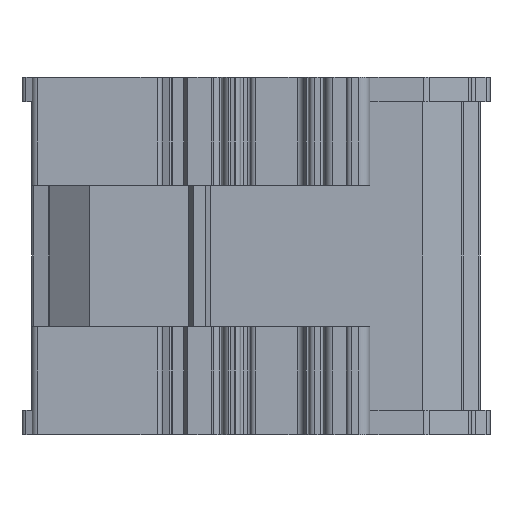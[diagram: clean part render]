
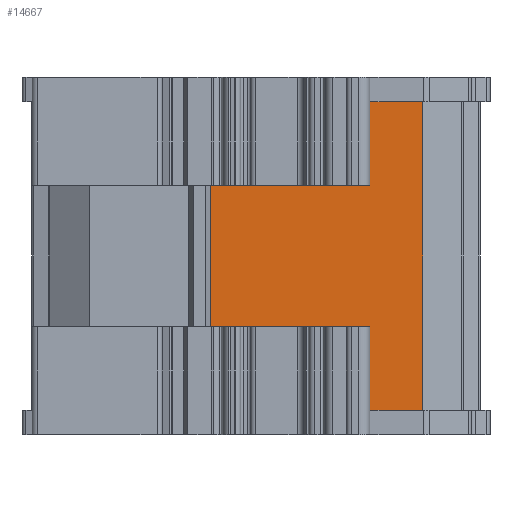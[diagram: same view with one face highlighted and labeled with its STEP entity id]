
A CAD part, front view. The second image highlights one B-rep face of the part: STEP entity #14667.
In plain terms, the highlighted face is planar.
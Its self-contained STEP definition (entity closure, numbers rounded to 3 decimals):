
#11596=CARTESIAN_POINT('',(30.297,-15.978,-80.8));
#11597=VERTEX_POINT('',#11596);
#11598=CARTESIAN_POINT('',(30.928,-15.978,-80.8));
#11599=VERTEX_POINT('',#11598);
#11600=CARTESIAN_POINT('',(-7754.43,-15.978,-80.8));
#11601=DIRECTION('',(1.,0.,-0.));
#11602=VECTOR('',#11601,15569.454);
#11603=LINE('',#11600,#11602);
#11604=EDGE_CURVE('    LINE',#11597,#11599,#11603,.T.);
#11629=CARTESIAN_POINT('',(21.13,-15.978,-122.5));
#11630=VERTEX_POINT('',#11629);
#11943=CARTESIAN_POINT('',(-8.497,-15.978,-122.5));
#11944=VERTEX_POINT('',#11943);
#11951=CARTESIAN_POINT('',(365770.989,-15.978,-122.5));
#11952=DIRECTION('',(-1.,0.,0.));
#11953=VECTOR('',#11952,731499.717);
#11954=LINE('',#11951,#11953);
#11955=EDGE_CURVE('    LINE',#11630,#11944,#11954,.T.);
#13211=CARTESIAN_POINT('',(30.297,-15.978,-138.));
#13212=VERTEX_POINT('',#13211);
#13220=CARTESIAN_POINT('',(30.928,-15.978,-138.));
#13221=VERTEX_POINT('',#13220);
#13222=CARTESIAN_POINT('',(-7754.43,-15.978,-138.));
#13223=DIRECTION('',(1.,0.,-0.));
#13224=VECTOR('',#13223,15569.454);
#13225=LINE('',#13222,#13224);
#13226=EDGE_CURVE('    LINE',#13212,#13221,#13225,.T.);
#14556=CARTESIAN_POINT('',(30.928,-15.978,706053.2));
#14557=DIRECTION('',(0.,0.,-1.));
#14558=VECTOR('',#14557,1412268.);
#14559=LINE('',#14556,#14558);
#14560=EDGE_CURVE('    LINE',#11599,#13221,#14559,.T.);
#14596=CARTESIAN_POINT('',(11.215,-15.978,-109.4));
#14597=DIRECTION('',(0.,-1.,0.));
#14598=DIRECTION('',(0.,0.,-1.));
#14599=AXIS2_PLACEMENT_3D('',#14596,#14597,#14598);
#14600=PLANE('',#14599);
#14601=CARTESIAN_POINT('',(-8.497,-15.978,-96.3));
#14602=VERTEX_POINT('',#14601);
#14603=CARTESIAN_POINT('',(-8.497,-15.978,323342.7));
#14604=DIRECTION('',(0.,0.,-1.));
#14605=VECTOR('',#14604,646878.);
#14606=LINE('',#14603,#14605);
#14607=EDGE_CURVE('    LINE',#14602,#11944,#14606,.T.);
#14608=ORIENTED_EDGE('',*,*,#14607,.F.);
#14609=CARTESIAN_POINT('',(21.13,-15.978,-96.3));
#14610=VERTEX_POINT('',#14609);
#14611=CARTESIAN_POINT('',(365770.989,-15.978,-96.3));
#14612=DIRECTION('',(-1.,0.,0.));
#14613=VECTOR('',#14612,731499.717);
#14614=LINE('',#14611,#14613);
#14615=EDGE_CURVE('    LINE',#14610,#14602,#14614,.T.);
#14616=ORIENTED_EDGE('',*,*,#14615,.F.);
#14617=CARTESIAN_POINT('',(21.13,-15.978,-79.3));
#14618=VERTEX_POINT('',#14617);
#14619=CARTESIAN_POINT('',(21.413,-15.978,209785.7));
#14620=DIRECTION('',(0.,0.,-1.));
#14621=VECTOR('',#14620,419730.);
#14622=LINE('',#14619,#14621);
#14623=EDGE_CURVE('    LINE',#14618,#14610,#14622,.T.);
#14624=ORIENTED_EDGE('',*,*,#14623,.F.);
#14625=CARTESIAN_POINT('',(30.297,-15.978,-79.3));
#14626=VERTEX_POINT('',#14625);
#14627=CARTESIAN_POINT('',(113197.054,-15.978,-79.3));
#14628=DIRECTION('',(-1.,0.,0.));
#14629=VECTOR('',#14628,226333.513);
#14630=LINE('',#14627,#14629);
#14631=EDGE_CURVE('    LINE',#14626,#14618,#14630,.T.);
#14632=ORIENTED_EDGE('',*,*,#14631,.F.);
#14633=CARTESIAN_POINT('',(30.297,-15.978,-18598.3));
#14634=DIRECTION('',(0.,0.,1.));
#14635=VECTOR('',#14634,37035.);
#14636=LINE('',#14633,#14635);
#14637=EDGE_CURVE('    LINE',#11597,#14626,#14636,.T.);
#14638=ORIENTED_EDGE('',*,*,#14637,.F.);
#14639=ORIENTED_EDGE('',*,*,#11604,.T.);
#14640=ORIENTED_EDGE('',*,*,#14560,.T.);
#14641=ORIENTED_EDGE('',*,*,#13226,.F.);
#14642=CARTESIAN_POINT('',(30.297,-15.978,-139.5));
#14643=VERTEX_POINT('',#14642);
#14644=CARTESIAN_POINT('',(30.297,-15.978,-18657.));
#14645=DIRECTION('',(0.,0.,1.));
#14646=VECTOR('',#14645,37035.);
#14647=LINE('',#14644,#14646);
#14648=EDGE_CURVE('    LINE',#14643,#13212,#14647,.T.);
#14649=ORIENTED_EDGE('',*,*,#14648,.F.);
#14650=CARTESIAN_POINT('',(21.13,-15.978,-139.5));
#14651=VERTEX_POINT('',#14650);
#14652=CARTESIAN_POINT('',(-113145.626,-15.978,-139.5));
#14653=DIRECTION('',(1.,0.,-0.));
#14654=VECTOR('',#14653,226333.513);
#14655=LINE('',#14652,#14654);
#14656=EDGE_CURVE('    LINE',#14651,#14643,#14655,.T.);
#14657=ORIENTED_EDGE('',*,*,#14656,.F.);
#14658=CARTESIAN_POINT('',(20.847,-15.978,209742.5));
#14659=DIRECTION('',(0.,0.,-1.));
#14660=VECTOR('',#14659,419730.);
#14661=LINE('',#14658,#14660);
#14662=EDGE_CURVE('    LINE',#11630,#14651,#14661,.T.);
#14663=ORIENTED_EDGE('',*,*,#14662,.F.);
#14664=ORIENTED_EDGE('',*,*,#11955,.T.);
#14665=EDGE_LOOP('',(#14608,#14616,#14624,#14632,#14638,#14639,#14640,#14641,#14649,#14657,#14663,#14664));
#14666=FACE_BOUND('',#14665,.T.);
#14667=ADVANCED_FACE('  SPLSRF',(#14666),#14600,.F.);
